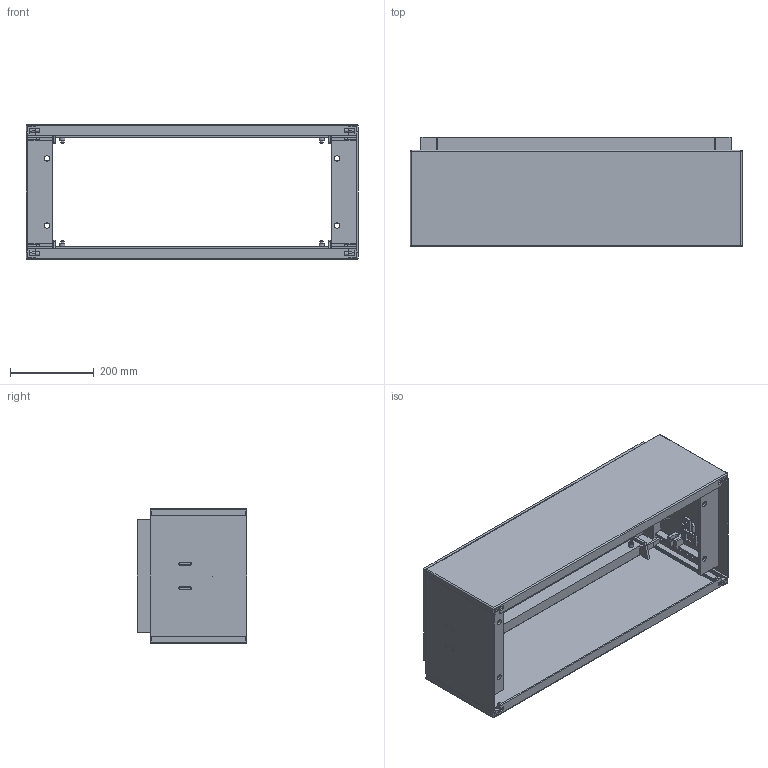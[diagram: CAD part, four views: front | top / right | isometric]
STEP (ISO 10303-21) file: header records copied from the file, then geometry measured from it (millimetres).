
FILE_DESCRIPTION((''),'2;1');
FILE_NAME('OTD-FK-1_ASM','2021-05-27T',('marketing.praksa'),('Audax d.o.o.'),'CREO PARAMETRIC BY PTC INC, 2017480','CREO PARAMETRIC BY PTC INC, 2017480','');
FILE_SCHEMA(('AUTOMOTIVE_DESIGN { 1 0 10303 214 1 1 1 1 }'));
Length unit declared in the file: millimetre
Products named in the file (8): PODK_ADKA_FUNDAMENTU_1_2_3_4; PODSTAWA_DIN-BOK_KIESZENI_DETAL; PN-M-82144_NAKR_TKA_SZE_CIOK_TN; REWIZJA_1_2_3; PODSTAWA_DIN-POKRYWA_790_KIESZE; PRT9534; PRT8165; OTD-FK-1_ASM
Assembly tree (14 placements, depth 2):
  OTD-FK-1_ASM
    PODK_ADKA_FUNDAMENTU_1_2_3_4  x4
    PODSTAWA_DIN-BOK_KIESZENI_DETAL  x2
    PN-M-82144_NAKR_TKA_SZE_CIOK_TN  x4
    REWIZJA_1_2_3
    PODSTAWA_DIN-POKRYWA_790_KIESZE
    PRT9534
    PRT8165
Bounding box: 791.35 x 261.26 x 321 mm (x, y, z)
Volume: 3309673.2 mm3; surface area: 1616273.9 mm2
Topology: 16 solids, 16 shells, 1477 faces, 3976 edges, 2532 vertices
Faces by surface type: plane 820, cylinder 319, cone 254, sphere 40, bspline 32, torus 12
Entity records: 44009 total; most frequent: CARTESIAN_POINT 5830, ORIENTED_EDGE 4982, DIRECTION 4878, PRESENTATION_STYLE_ASSIGNMENT 3426, STYLED_ITEM 3426, CURVE_STYLE 2491, EDGE_CURVE 2491, VECTOR 1686
